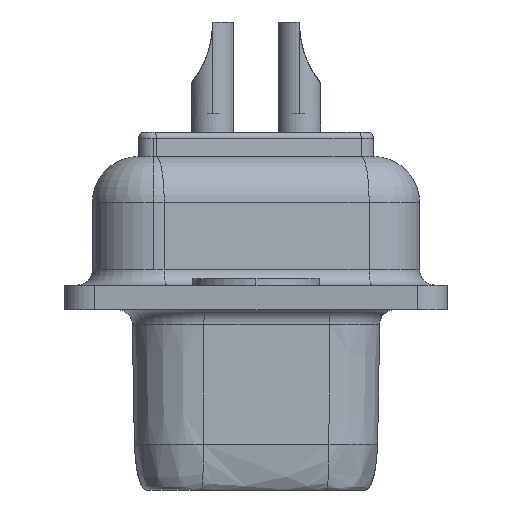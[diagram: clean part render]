
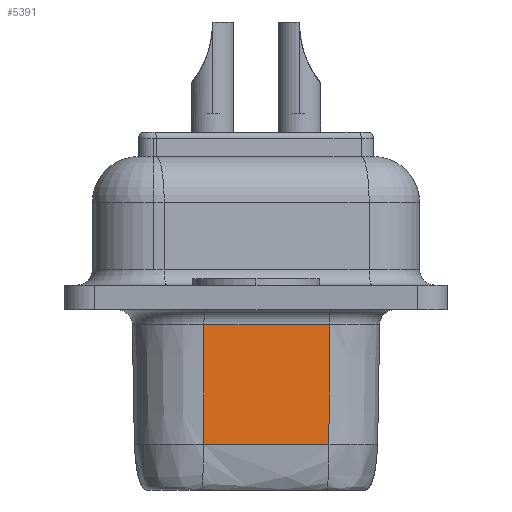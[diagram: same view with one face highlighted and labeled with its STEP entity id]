
A CAD part, left-side view. The second image highlights one B-rep face of the part: STEP entity #5391.
In plain terms, the highlighted planar face has unit normal (-0.985, -0.174, -0.018).
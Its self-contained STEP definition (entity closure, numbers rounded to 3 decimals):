
#752 = EDGE_CURVE ( 'NONE', #10038, #11427, #8947, .T. ) ;
#972 = EDGE_CURVE ( 'NONE', #11427, #11855, #11307, .T. ) ;
#1433 = CARTESIAN_POINT ( 'NONE',  ( -19.161, 1.72, 0. ) ) ;
#1508 = FACE_OUTER_BOUND ( 'NONE', #4695, .T. ) ;
#1637 = CARTESIAN_POINT ( 'NONE',  ( -18.946, 0.349, 1.493 ) ) ;
#1738 = CARTESIAN_POINT ( 'NONE',  ( -19.254, 1.704, 5.409 ) ) ;
#1881 = ORIENTED_EDGE ( 'NONE', *, *, #5898, .F. ) ;
#2718 = VECTOR ( 'NONE', #3157, 1000. ) ;
#3157 = DIRECTION ( 'NONE',  ( 0.017, 0.003, -1. ) ) ;
#4559 = CARTESIAN_POINT ( 'NONE',  ( -18.531, -2.396, 5.409 ) ) ;
#4695 = EDGE_LOOP ( 'NONE', ( #9985, #7567, #1881, #7364 ) ) ;
#5030 = AXIS2_PLACEMENT_3D ( 'NONE', #1433, #10542, #6492 ) ;
#5391 = ADVANCED_FACE ( 'NONE', ( #1508 ), #6302, .T. ) ;
#5898 = EDGE_CURVE ( 'NONE', #10038, #8993, #6379, .T. ) ;
#6302 = PLANE ( 'NONE',  #5030 ) ;
#6379 = LINE ( 'NONE', #6443, #2718 ) ;
#6443 = CARTESIAN_POINT ( 'NONE',  ( -18.438, -2.38, 0. ) ) ;
#6492 = DIRECTION ( 'NONE',  ( 0.174, -0.985, 0. ) ) ;
#6690 = CARTESIAN_POINT ( 'NONE',  ( -18.705, -1.018, 1.493 ) ) ;
#6863 = CARTESIAN_POINT ( 'NONE',  ( -19.254, 1.704, 5.409 ) ) ;
#7364 = ORIENTED_EDGE ( 'NONE', *, *, #752, .T. ) ;
#7491 = CARTESIAN_POINT ( 'NONE',  ( -19.187, 1.716, 1.493 ) ) ;
#7567 = ORIENTED_EDGE ( 'NONE', *, *, #9335, .T. ) ;
#7689 = CARTESIAN_POINT ( 'NONE',  ( -19.187, 1.716, 1.493 ) ) ;
#7904 = DIRECTION ( 'NONE',  ( -0.174, 0.985, 0. ) ) ;
#8791 = VECTOR ( 'NONE', #9208, 1000. ) ;
#8947 = LINE ( 'NONE', #6863, #11955 ) ;
#8993 = VERTEX_POINT ( 'NONE', #11080 ) ;
#9208 = DIRECTION ( 'NONE',  ( 0.017, 0.003, -1. ) ) ;
#9335 = EDGE_CURVE ( 'NONE', #11855, #8993, #9522, .T. ) ;
#9522 = B_SPLINE_CURVE_WITH_KNOTS ( 'NONE', 3,
 ( #7491, #1637, #6690, #10683 ),
 .UNSPECIFIED., .F., .F.,
 ( 4, 4 ),
 ( 0., 1. ),
 .UNSPECIFIED. ) ;
#9985 = ORIENTED_EDGE ( 'NONE', *, *, #972, .T. ) ;
#10038 = VERTEX_POINT ( 'NONE', #4559 ) ;
#10542 = DIRECTION ( 'NONE',  ( -0.985, -0.174, -0.017 ) ) ;
#10683 = CARTESIAN_POINT ( 'NONE',  ( -18.464, -2.384, 1.493 ) ) ;
#11080 = CARTESIAN_POINT ( 'NONE',  ( -18.464, -2.384, 1.493 ) ) ;
#11247 = CARTESIAN_POINT ( 'NONE',  ( -19.161, 1.72, 0. ) ) ;
#11307 = LINE ( 'NONE', #11247, #8791 ) ;
#11427 = VERTEX_POINT ( 'NONE', #1738 ) ;
#11855 = VERTEX_POINT ( 'NONE', #7689 ) ;
#11955 = VECTOR ( 'NONE', #7904, 1000. ) ;
